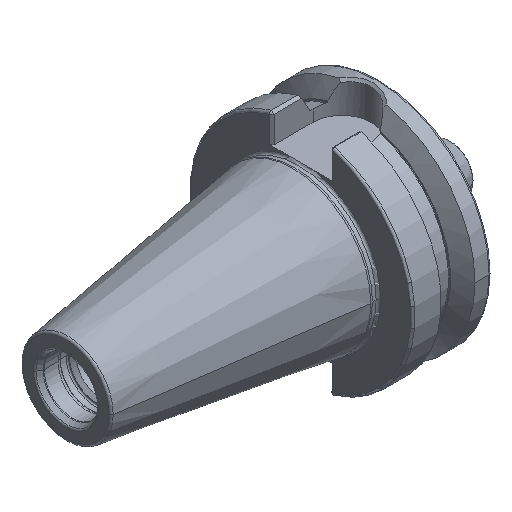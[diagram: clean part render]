
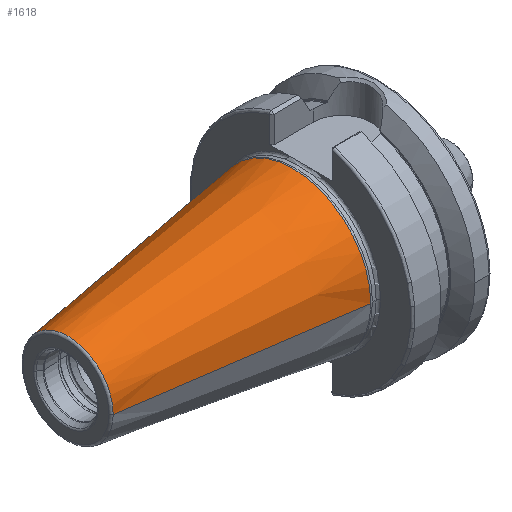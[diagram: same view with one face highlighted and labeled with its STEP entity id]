
A CAD part, isometric view. The second image highlights one B-rep face of the part: STEP entity #1618.
In plain terms, the highlighted conical face has half-angle 8.298 degrees and reference radius 27.519 mm.
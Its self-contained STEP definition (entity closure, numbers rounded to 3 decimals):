
#37=CARTESIAN_POINT('',(-100.944,0.,0.));
#38=DIRECTION('',(1.,0.,0.));
#39=DIRECTION('',(0.,1.,0.));
#40=AXIS2_PLACEMENT_3D('',#37,#38,#39);
#42=CARTESIAN_POINT('',(-0.619,0.,0.));
#43=DIRECTION('',(1.,0.,0.));
#44=DIRECTION('',(0.,1.,0.));
#45=AXIS2_PLACEMENT_3D('',#42,#43,#44);
#47=DIRECTION('',(-0.99,-0.144,0.));
#48=VECTOR('',#47,101.387);
#49=CARTESIAN_POINT('',(-0.619,34.835,0.));
#50=LINE('',#49,#48);
#51=DIRECTION('',(-0.99,0.144,0.));
#52=VECTOR('',#51,101.387);
#53=CARTESIAN_POINT('',(-0.619,-34.835,0.));
#54=LINE('',#53,#52);
#1295=CARTESIAN_POINT('',(-100.944,20.203,0.));
#1297=VERTEX_POINT('',#1295);
#1299=CARTESIAN_POINT('',(-100.944,-20.203,0.));
#1301=VERTEX_POINT('',#1299);
#1514=CARTESIAN_POINT('',(-0.619,34.835,0.));
#1515=VERTEX_POINT('',#1514);
#1516=CARTESIAN_POINT('',(-0.619,-34.835,0.));
#1517=VERTEX_POINT('',#1516);
#1604=CARTESIAN_POINT('',(-50.782,0.,0.));
#1605=DIRECTION('',(1.,0.,0.));
#1606=DIRECTION('',(0.,-1.,0.));
#1607=AXIS2_PLACEMENT_3D('',#1604,#1605,#1606);
#1608=CONICAL_SURFACE('',#1607,27.519,8.298);
#1610=ORIENTED_EDGE('',*,*,#1609,.F.);
#1612=ORIENTED_EDGE('',*,*,#1611,.T.);
#1614=ORIENTED_EDGE('',*,*,#1613,.T.);
#1615=ORIENTED_EDGE('',*,*,#1597,.F.);
#1616=EDGE_LOOP('',(#1610,#1612,#1614,#1615));
#1617=FACE_OUTER_BOUND('',#1616,.F.);
#1618=ADVANCED_FACE('',(#1617),#1608,.T.);
#41=CIRCLE('',#40,20.203);
#46=CIRCLE('',#45,34.835);
#1597=EDGE_CURVE('',#1297,#1301,#41,.T.);
#1609=EDGE_CURVE('',#1515,#1297,#50,.T.);
#1611=EDGE_CURVE('',#1515,#1517,#46,.T.);
#1613=EDGE_CURVE('',#1517,#1301,#54,.T.);
